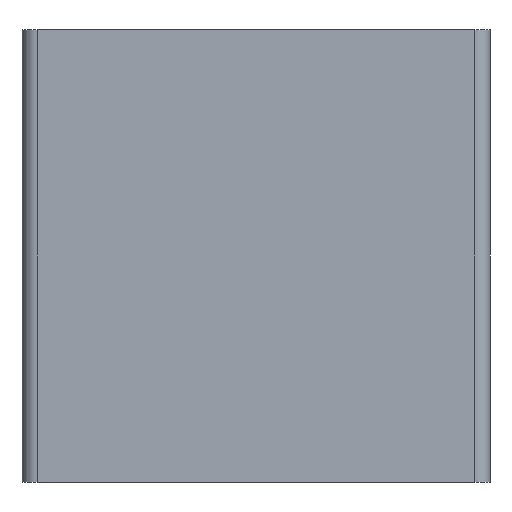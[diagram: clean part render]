
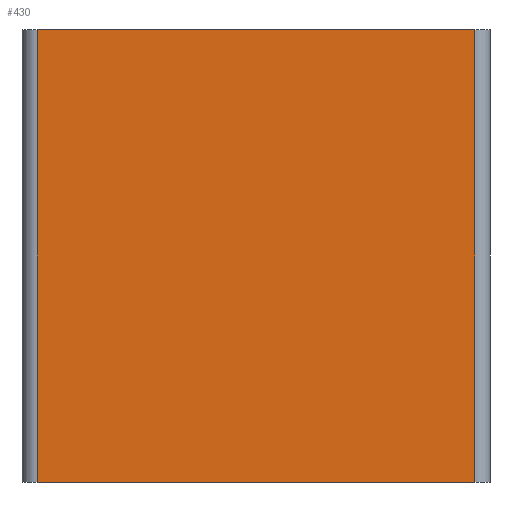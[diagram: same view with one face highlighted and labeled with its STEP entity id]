
A CAD part, left-side view. The second image highlights one B-rep face of the part: STEP entity #430.
In plain terms, the highlighted planar face has unit normal (-1, 0, 0).
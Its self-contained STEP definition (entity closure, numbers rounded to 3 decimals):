
#30=PLANE('',#482);
#50=FACE_OUTER_BOUND('',#79,.T.);
#79=EDGE_LOOP('',(#353,#354,#355,#356));
#134=LINE('',#686,#175);
#143=LINE('',#714,#184);
#144=LINE('',#721,#185);
#145=LINE('',#723,#186);
#175=VECTOR('',#548,10.);
#184=VECTOR('',#573,10.);
#185=VECTOR('',#582,10.);
#186=VECTOR('',#585,10.);
#214=VERTEX_POINT('',#683);
#215=VERTEX_POINT('',#685);
#225=VERTEX_POINT('',#711);
#226=VERTEX_POINT('',#713);
#256=EDGE_CURVE('',#214,#215,#134,.T.);
#270=EDGE_CURVE('',#225,#226,#143,.T.);
#274=EDGE_CURVE('',#226,#214,#144,.T.);
#275=EDGE_CURVE('',#215,#225,#145,.T.);
#353=ORIENTED_EDGE('',*,*,#274,.F.);
#354=ORIENTED_EDGE('',*,*,#270,.F.);
#355=ORIENTED_EDGE('',*,*,#275,.F.);
#356=ORIENTED_EDGE('',*,*,#256,.F.);
#430=ADVANCED_FACE('',(#50),#30,.T.);
#482=AXIS2_PLACEMENT_3D('',#722,#583,#584);
#548=DIRECTION('',(0.,-1.,0.));
#573=DIRECTION('',(0.,1.,0.));
#582=DIRECTION('',(0.,0.,1.));
#583=DIRECTION('center_axis',(-1.,0.,0.));
#584=DIRECTION('ref_axis',(0.,-1.,0.));
#585=DIRECTION('',(0.,0.,-1.));
#683=CARTESIAN_POINT('',(-15.5,14.5,30.));
#685=CARTESIAN_POINT('',(-15.5,-14.5,30.));
#686=CARTESIAN_POINT('',(-15.5,-15.5,30.));
#711=CARTESIAN_POINT('',(-15.5,-14.5,0.));
#713=CARTESIAN_POINT('',(-15.5,14.5,0.));
#714=CARTESIAN_POINT('',(-15.5,-15.5,0.));
#721=CARTESIAN_POINT('',(-15.5,14.5,0.));
#722=CARTESIAN_POINT('Origin',(-15.5,15.5,0.));
#723=CARTESIAN_POINT('',(-15.5,-14.5,0.));
